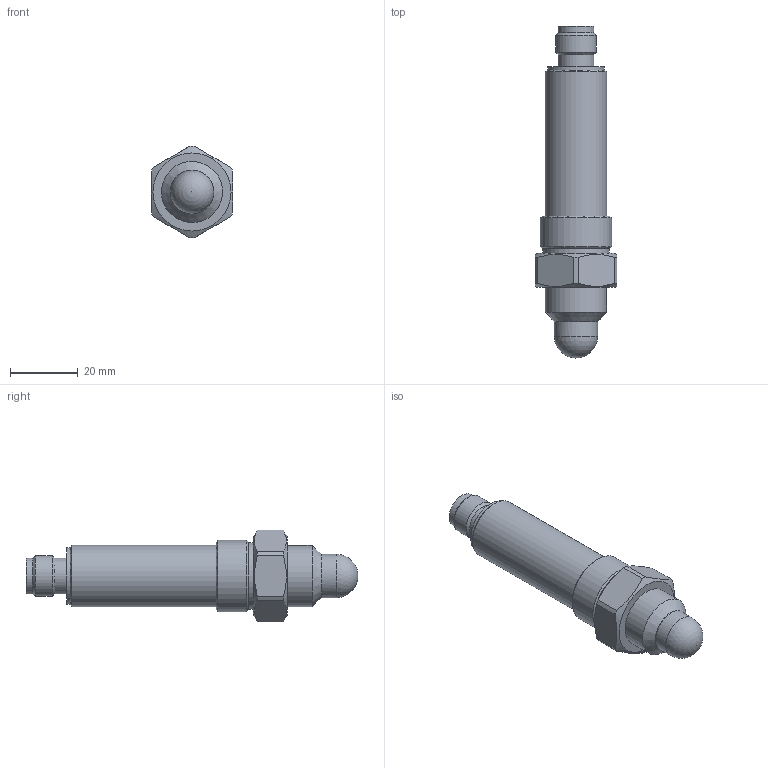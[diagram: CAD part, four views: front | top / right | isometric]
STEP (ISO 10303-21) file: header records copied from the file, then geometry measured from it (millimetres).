
FILE_DESCRIPTION(/* description */ (''),/* implementation_level */ '2;1');
FILE_NAME(/* name */ 'KA1470_Shrinkwrap_1.stp',/* time_stamp */ '2021-11-05T09:55:12+01:00',/* author */ ('Krieger Anja'),/* organization */ (''),/* preprocessor_version */ 'ST-DEVELOPER v18.1',/* originating_system */ 'Autodesk Inventor 2021',/* authorisation */ '');
FILE_SCHEMA (('AUTOMOTIVE_DESIGN { 1 0 10303 214 3 1 1 }'));
Length unit declared in the file: millimetre
Products named in the file (1): KA1470_Shrinkwrap_1
Bounding box: 24 x 97.8 x 27 mm (x, y, z)
Volume: 24032.7 mm3; surface area: 6577.6 mm2
Topology: 1 solids, 1 shells, 51 faces, 125 edges, 83 vertices
Faces by surface type: cylinder 22, plane 15, cone 8, sphere 5, torus 1
Full cylindrical faces by diameter (mm): 1 x4, 10.5 x2, 12 x1, 12.8 x1, 16.6 x1, 16.7 x1, 18 x2, 19.455 x1, 20.955 x1
Entity records: 1628 total; most frequent: CARTESIAN_POINT 283, DIRECTION 280, ORIENTED_EDGE 240, AXIS2_PLACEMENT_3D 122, EDGE_CURVE 120, VERTEX_POINT 83, CIRCLE 70, EDGE_LOOP 63
